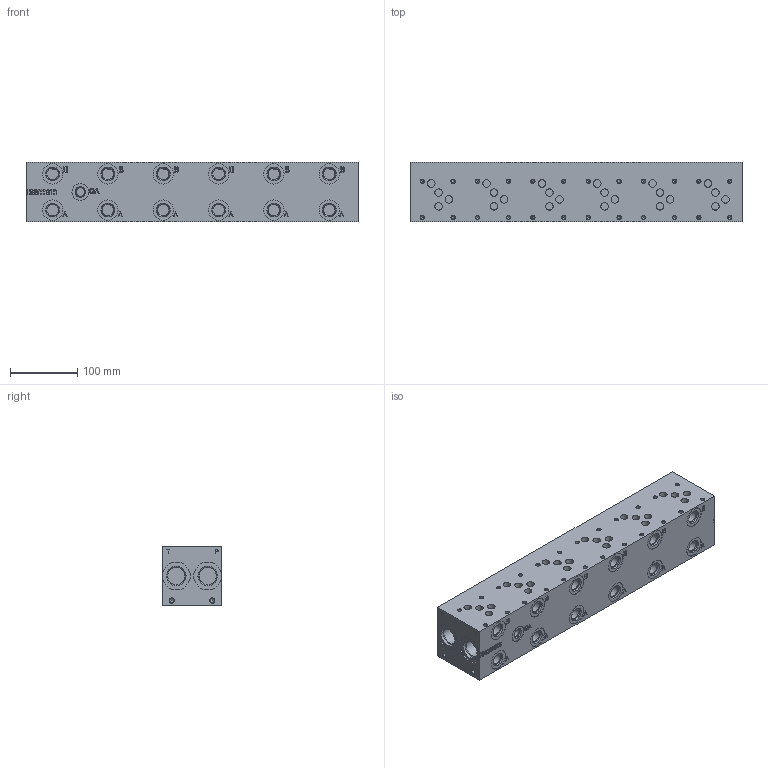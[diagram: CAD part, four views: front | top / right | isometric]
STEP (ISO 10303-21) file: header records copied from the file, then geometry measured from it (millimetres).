
FILE_DESCRIPTION( ( 'STEP AP214' ), ' ' );
FILE_NAME( 'AD05P063S_S.stp', '2018-05-10T03:20:59', ( '' ), ( '' ), ' ', 'PARTsolutions', ' ' );
FILE_SCHEMA( ( 'AUTOMOTIVE_DESIGN { 1 0 10303 214 1 1 1 1 }' ) );
Length unit declared in the file: inch
Products named in the file (1): _AD05P063S/S
Bounding box: 495.3 x 88.9 x 88.9 mm (x, y, z)
Volume: 3739478.9 mm3; surface area: 233878.4 mm2
Topology: 1 solids, 1 shells, 604 faces, 1431 edges, 924 vertices
Faces by surface type: plane 351, cylinder 159, cone 94
Full cylindrical faces by diameter (mm): 4.976 x24, 6.411 x4, 11.201 x24, 12.761 x1, 17.33 x12, 22.25 x1, 23.749 x1, 25.019 x1, 25.461 x4, 26.213 x1, 27.407 x1, 30.251 x12, 41.453 x4
Entity records: 21003 total; most frequent: CARTESIAN_POINT 2797, DIRECTION 2787, ORIENTED_EDGE 2402, EDGE_CURVE 1201, AXIS2_PLACEMENT_3D 987, VERTEX_POINT 907, EDGE_LOOP 895, LINE 813
